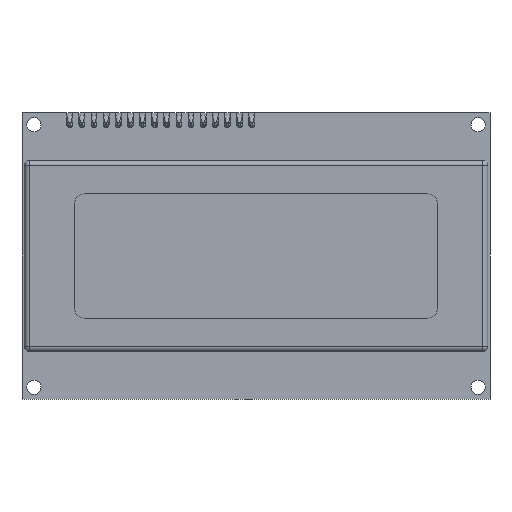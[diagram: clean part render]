
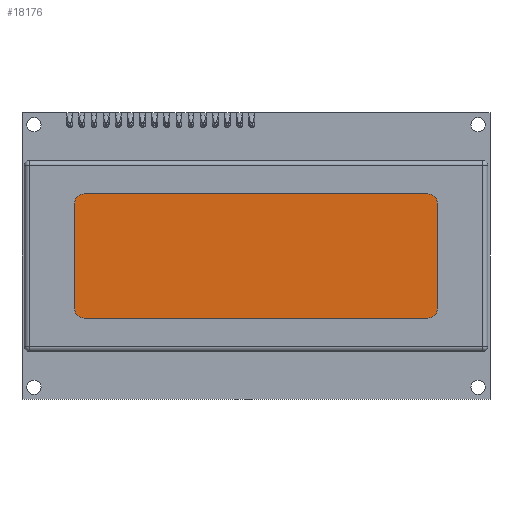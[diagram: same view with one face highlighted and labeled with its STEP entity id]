
A CAD part, front view. The second image highlights one B-rep face of the part: STEP entity #18176.
In plain terms, the highlighted planar face has unit normal (0, -1, 0).
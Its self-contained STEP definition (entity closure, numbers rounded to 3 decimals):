
#543=PLANE('',#19305);
#1246=FACE_OUTER_BOUND('',#2273,.T.);
#2273=EDGE_LOOP('',(#12886,#12887,#12888,#12889,#12890,#12891,#12892,#12893));
#3535=LINE('',#27907,#5454);
#3536=LINE('',#27911,#5455);
#3537=LINE('',#27915,#5456);
#3538=LINE('',#27919,#5457);
#5454=VECTOR('',#20960,10.);
#5455=VECTOR('',#20963,10.);
#5456=VECTOR('',#20966,10.);
#5457=VECTOR('',#20969,10.);
#7372=CIRCLE('',#19306,2.);
#7373=CIRCLE('',#19307,2.);
#7374=CIRCLE('',#19308,2.);
#7375=CIRCLE('',#19309,2.);
#8240=VERTEX_POINT('',#27905);
#8241=VERTEX_POINT('',#27906);
#8242=VERTEX_POINT('',#27908);
#8243=VERTEX_POINT('',#27910);
#8244=VERTEX_POINT('',#27912);
#8245=VERTEX_POINT('',#27914);
#8246=VERTEX_POINT('',#27916);
#8247=VERTEX_POINT('',#27918);
#10097=EDGE_CURVE('',#8240,#8241,#3535,.T.);
#10098=EDGE_CURVE('',#8242,#8240,#7372,.T.);
#10099=EDGE_CURVE('',#8243,#8242,#3536,.T.);
#10100=EDGE_CURVE('',#8244,#8243,#7373,.T.);
#10101=EDGE_CURVE('',#8245,#8244,#3537,.T.);
#10102=EDGE_CURVE('',#8246,#8245,#7374,.T.);
#10103=EDGE_CURVE('',#8247,#8246,#3538,.T.);
#10104=EDGE_CURVE('',#8241,#8247,#7375,.T.);
#12886=ORIENTED_EDGE('',*,*,#10097,.F.);
#12887=ORIENTED_EDGE('',*,*,#10098,.F.);
#12888=ORIENTED_EDGE('',*,*,#10099,.F.);
#12889=ORIENTED_EDGE('',*,*,#10100,.F.);
#12890=ORIENTED_EDGE('',*,*,#10101,.F.);
#12891=ORIENTED_EDGE('',*,*,#10102,.F.);
#12892=ORIENTED_EDGE('',*,*,#10103,.F.);
#12893=ORIENTED_EDGE('',*,*,#10104,.F.);
#18176=ADVANCED_FACE('',(#1246),#543,.T.);
#19305=AXIS2_PLACEMENT_3D('',#27904,#20958,#20959);
#19306=AXIS2_PLACEMENT_3D('',#27909,#20961,#20962);
#19307=AXIS2_PLACEMENT_3D('',#27913,#20964,#20965);
#19308=AXIS2_PLACEMENT_3D('',#27917,#20967,#20968);
#19309=AXIS2_PLACEMENT_3D('',#27920,#20970,#20971);
#20958=DIRECTION('center_axis',(0.,-1.,0.));
#20959=DIRECTION('ref_axis',(0.,0.,-1.));
#20960=DIRECTION('',(1.,0.,0.));
#20961=DIRECTION('center_axis',(0.,1.,0.));
#20962=DIRECTION('ref_axis',(-1.,0.,0.));
#20963=DIRECTION('',(0.,0.,1.));
#20964=DIRECTION('center_axis',(0.,1.,0.));
#20965=DIRECTION('ref_axis',(0.,0.,-1.));
#20966=DIRECTION('',(-1.,0.,0.));
#20967=DIRECTION('center_axis',(0.,1.,0.));
#20968=DIRECTION('ref_axis',(1.,0.,0.));
#20969=DIRECTION('',(0.,0.,-1.));
#20970=DIRECTION('center_axis',(0.,1.,0.));
#20971=DIRECTION('ref_axis',(0.,0.,1.));
#27904=CARTESIAN_POINT('Origin',(13.264,-9.,23.827));
#27905=CARTESIAN_POINT('',(-22.736,-9.,36.827));
#27906=CARTESIAN_POINT('',(49.264,-9.,36.827));
#27907=CARTESIAN_POINT('',(31.264,-9.,36.827));
#27908=CARTESIAN_POINT('',(-24.736,-9.,34.827));
#27909=CARTESIAN_POINT('Origin',(-22.736,-9.,34.827));
#27910=CARTESIAN_POINT('',(-24.736,-9.,12.827));
#27911=CARTESIAN_POINT('',(-24.736,-9.,29.327));
#27912=CARTESIAN_POINT('',(-22.736,-9.,10.827));
#27913=CARTESIAN_POINT('Origin',(-22.736,-9.,12.827));
#27914=CARTESIAN_POINT('',(49.264,-9.,10.827));
#27915=CARTESIAN_POINT('',(-4.736,-9.,10.827));
#27916=CARTESIAN_POINT('',(51.264,-9.,12.827));
#27917=CARTESIAN_POINT('Origin',(49.264,-9.,12.827));
#27918=CARTESIAN_POINT('',(51.264,-9.,34.827));
#27919=CARTESIAN_POINT('',(51.264,-9.,18.327));
#27920=CARTESIAN_POINT('Origin',(49.264,-9.,34.827));
